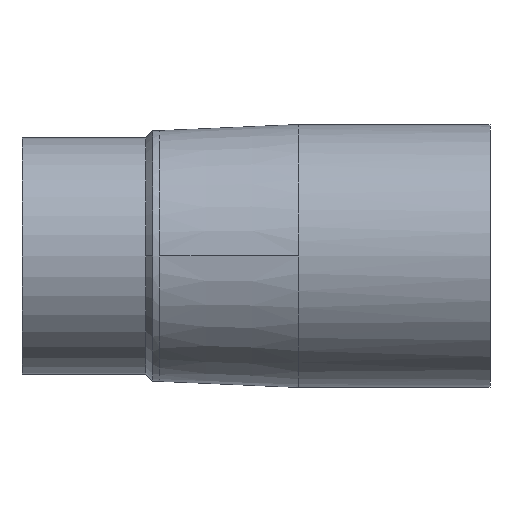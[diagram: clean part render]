
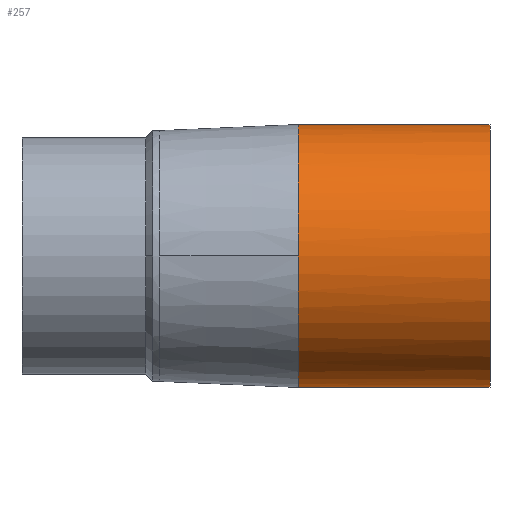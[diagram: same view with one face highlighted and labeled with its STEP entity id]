
A CAD part, front view. The second image highlights one B-rep face of the part: STEP entity #257.
In plain terms, the highlighted cylindrical face has radius 125 mm (diameter 250 mm), a partial arc.
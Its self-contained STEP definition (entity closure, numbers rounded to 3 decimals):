
#123 = VERTEX_POINT( '', #337 );
#135 = VERTEX_POINT( '', #351 );
#139 = VERTEX_POINT( '', #355 );
#143 = VERTEX_POINT( '', #359 );
#197 = EDGE_CURVE( '', #139, #143, #416, .T. );
#215 = EDGE_CURVE( '', #135, #139, #437, .T. );
#231 = EDGE_CURVE( '', #123, #135, #453, .T. );
#237 = EDGE_CURVE( '', #143, #285, #459, .T. );
#257 = ADVANCED_FACE( '', ( #482 ), #483, .T. );
#263 = EDGE_CURVE( '', #285, #123, #490, .T. );
#285 = VERTEX_POINT( '', #512 );
#337 = CARTESIAN_POINT( '', ( 262.5, 0., 125. ) );
#351 = CARTESIAN_POINT( '', ( 262.5, -125., 0. ) );
#355 = CARTESIAN_POINT( '', ( 262.5, 0., -125. ) );
#359 = CARTESIAN_POINT( '', ( 445., 0., -125. ) );
#416 = LINE( '', #1002, #1003 );
#437 = B_SPLINE_CURVE_WITH_KNOTS( '', 3, ( #1307, #1308, #1309, #1310, #1311, #1312, #1313, #1314, #1315, #1316, #1317 ), .UNSPECIFIED., .F., .F., ( 4, 1, 1, 1, 1, 1, 1, 1, 4 ), ( 3.142, 3.338, 3.534, 3.731, 3.927, 4.123, 4.32, 4.516, 4.712 ), .UNSPECIFIED. );
#453 = B_SPLINE_CURVE_WITH_KNOTS( '', 3, ( #1350, #1351, #1352, #1353, #1354, #1355, #1356, #1357, #1358, #1359, #1360 ), .UNSPECIFIED., .F., .F., ( 4, 1, 1, 1, 1, 1, 1, 1, 4 ), ( 1.571, 1.767, 1.963, 2.16, 2.356, 2.553, 2.749, 2.945, 3.142 ), .UNSPECIFIED. );
#459 = CIRCLE( '', #1386, 125. );
#482 = FACE_OUTER_BOUND( '', #1456, .T. );
#483 = CYLINDRICAL_SURFACE( '', #1457, 125. );
#490 = LINE( '', #1739, #1740 );
#512 = CARTESIAN_POINT( '', ( 445., 0., 125. ) );
#1002 = CARTESIAN_POINT( '', ( 262.5, 0., -125. ) );
#1003 = VECTOR( '', #2176, 1. );
#1307 = CARTESIAN_POINT( '', ( 262.5, -125., 0. ) );
#1308 = CARTESIAN_POINT( '', ( 262.5, -125., -8.181 ) );
#1309 = CARTESIAN_POINT( '', ( 262.5, -123.388, -24.544 ) );
#1310 = CARTESIAN_POINT( '', ( 262.5, -116.229, -48.144 ) );
#1311 = CARTESIAN_POINT( '', ( 262.5, -104.604, -69.894 ) );
#1312 = CARTESIAN_POINT( '', ( 262.5, -88.958, -88.958 ) );
#1313 = CARTESIAN_POINT( '', ( 262.5, -69.894, -104.604 ) );
#1314 = CARTESIAN_POINT( '', ( 262.5, -48.144, -116.229 ) );
#1315 = CARTESIAN_POINT( '', ( 262.5, -24.543, -123.388 ) );
#1316 = CARTESIAN_POINT( '', ( 262.5, -8.181, -125. ) );
#1317 = CARTESIAN_POINT( '', ( 262.5, 0., -125. ) );
#1350 = CARTESIAN_POINT( '', ( 262.5, 0., 125. ) );
#1351 = CARTESIAN_POINT( '', ( 262.5, -8.181, 125. ) );
#1352 = CARTESIAN_POINT( '', ( 262.5, -24.544, 123.388 ) );
#1353 = CARTESIAN_POINT( '', ( 262.5, -48.144, 116.229 ) );
#1354 = CARTESIAN_POINT( '', ( 262.5, -69.894, 104.604 ) );
#1355 = CARTESIAN_POINT( '', ( 262.5, -88.958, 88.958 ) );
#1356 = CARTESIAN_POINT( '', ( 262.5, -104.604, 69.894 ) );
#1357 = CARTESIAN_POINT( '', ( 262.5, -116.229, 48.144 ) );
#1358 = CARTESIAN_POINT( '', ( 262.5, -123.388, 24.543 ) );
#1359 = CARTESIAN_POINT( '', ( 262.5, -125., 8.181 ) );
#1360 = CARTESIAN_POINT( '', ( 262.5, -125., 0. ) );
#1386 = AXIS2_PLACEMENT_3D( '', #2201, #2202, #2203 );
#1456 = EDGE_LOOP( '', ( #2237, #2238, #2239, #2240, #2241 ) );
#1457 = AXIS2_PLACEMENT_3D( '', #2242, #2243, #2244 );
#1739 = CARTESIAN_POINT( '', ( 262.5, 0., 125. ) );
#1740 = VECTOR( '', #2252, 1. );
#2176 = DIRECTION( '', ( 1., 0., 0. ) );
#2201 = CARTESIAN_POINT( '', ( 445., 0., 0. ) );
#2202 = DIRECTION( '', ( -1., 0., 0. ) );
#2203 = DIRECTION( '', ( 0., 0., -1. ) );
#2237 = ORIENTED_EDGE( '', *, *, #197, .T. );
#2238 = ORIENTED_EDGE( '', *, *, #237, .T. );
#2239 = ORIENTED_EDGE( '', *, *, #263, .T. );
#2240 = ORIENTED_EDGE( '', *, *, #231, .T. );
#2241 = ORIENTED_EDGE( '', *, *, #215, .T. );
#2242 = CARTESIAN_POINT( '', ( 262.5, 0., 0. ) );
#2243 = DIRECTION( '', ( -1., 0., 0. ) );
#2244 = DIRECTION( '', ( 0., 0., -1. ) );
#2252 = DIRECTION( '', ( -1., 0., 0. ) );
